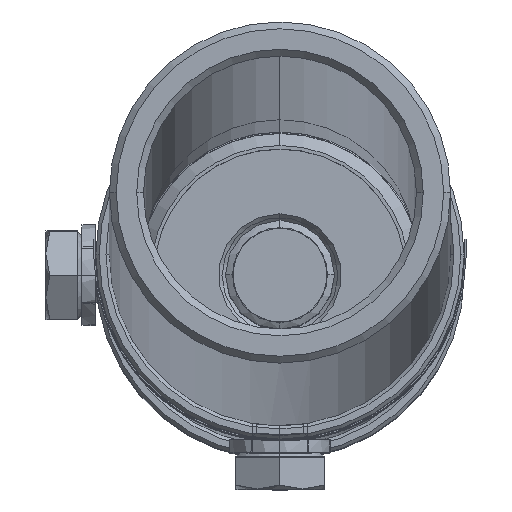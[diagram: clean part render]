
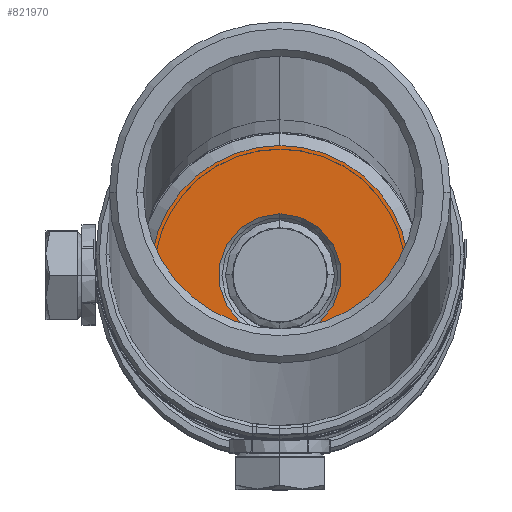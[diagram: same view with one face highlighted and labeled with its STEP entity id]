
A CAD part, top view. The second image highlights one B-rep face of the part: STEP entity #821970.
In plain terms, the highlighted planar face has unit normal (0, 0, 1).
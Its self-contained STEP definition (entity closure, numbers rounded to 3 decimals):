
#817280=CARTESIAN_POINT('',(0.,-9.,55.))
;
#817290=VERTEX_POINT('',#817280);
#817450=CARTESIAN_POINT('',(0.,9.,55.));
#817460=VERTEX_POINT('',#817450);
#817490=CARTESIAN_POINT('',(0.,0.,55.));
#817500=DIRECTION('',(-0.,0.,-1.));
#817510=DIRECTION('',(0.,1.,0.));
#817520=AXIS2_PLACEMENT_3D('',#817490,#817500,#817510);
#817530=CIRCLE('',#817520,9.);
#817540=EDGE_CURVE('',#817460,#817290,#817530,.T.);
#818580=CARTESIAN_POINT('',(0.,19.,55.));
#818590=VERTEX_POINT('',#818580);
#818770=CARTESIAN_POINT('',(0.,-19.,55.));
#818780=VERTEX_POINT('',#818770);
#818810=CARTESIAN_POINT('',(0.,0.,55.));
#818820=DIRECTION('',(0.,0.,1.));
#818830=DIRECTION('',(0.,1.,0.));
#818840=AXIS2_PLACEMENT_3D('',#818810,#818820,#818830);
#818850=CIRCLE('',#818840,19.);
#818860=EDGE_CURVE('',#818780,#818590,#818850,.T.);
#821820=CARTESIAN_POINT('',(0.,10.5,55.));
#821830=DIRECTION('',(0.,0.,-1.));
#821840=DIRECTION('',(0.,1.,0.));
#821850=AXIS2_PLACEMENT_3D('',#821820,#821830,#821840);
#821860=PLANE('',#821850);
#821870=EDGE_CURVE('',#818590,#818780,#818850,.T.);
#821880=ORIENTED_EDGE('',*,*,#821870,.T.);
#821890=ORIENTED_EDGE('',*,*,#818860,.T.);
#821900=EDGE_LOOP('',(#821890,#821880));
#821910=FACE_OUTER_BOUND('',#821900,.T.);
#821920=EDGE_CURVE('',#817290,#817460,#817530,.T.);
#821930=ORIENTED_EDGE('',*,*,#821920,.T.);
#821940=ORIENTED_EDGE('',*,*,#817540,.T.);
#821950=EDGE_LOOP('',(#821940,#821930));
#821960=FACE_BOUND('',#821950,.T.);
#821970=ADVANCED_FACE('',(#821910,#821960),#821860,.F.);
